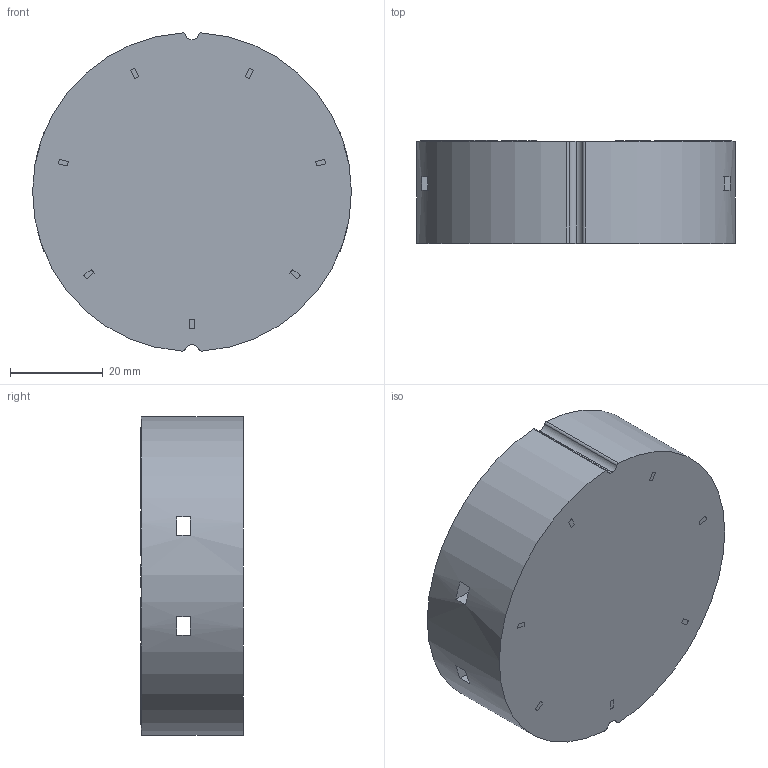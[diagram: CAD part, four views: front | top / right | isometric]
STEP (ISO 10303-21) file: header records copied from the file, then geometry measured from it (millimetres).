
FILE_DESCRIPTION (( 'STEP AP214' ), '1' );
FILE_NAME ('Life_Fitness_ICG8.STEP', '2024-10-06T23:48:12', ( '' ), ( '' ), 'SwSTEP 2.0', 'SolidWorks 2024', '' );
FILE_SCHEMA (( 'AUTOMOTIVE_DESIGN' ));
Length unit declared in the file: millimetre
Products named in the file (1): Life_Fitness_ICG8
Bounding box: 68.8 x 22.2 x 68.67 mm (x, y, z)
Volume: 25427.4 mm3; surface area: 16920.4 mm2
Topology: 8 solids, 8 shells, 505 faces, 1336 edges, 890 vertices
Faces by surface type: plane 241, bspline 214, cylinder 41, cone 7, torus 2
Entity records: 25195 total; most frequent: CARTESIAN_POINT 13948, ORIENTED_EDGE 2672, DIRECTION 1587, EDGE_CURVE 1336, VERTEX_POINT 890, VECTOR 785, LINE 785, EDGE_LOOP 556
